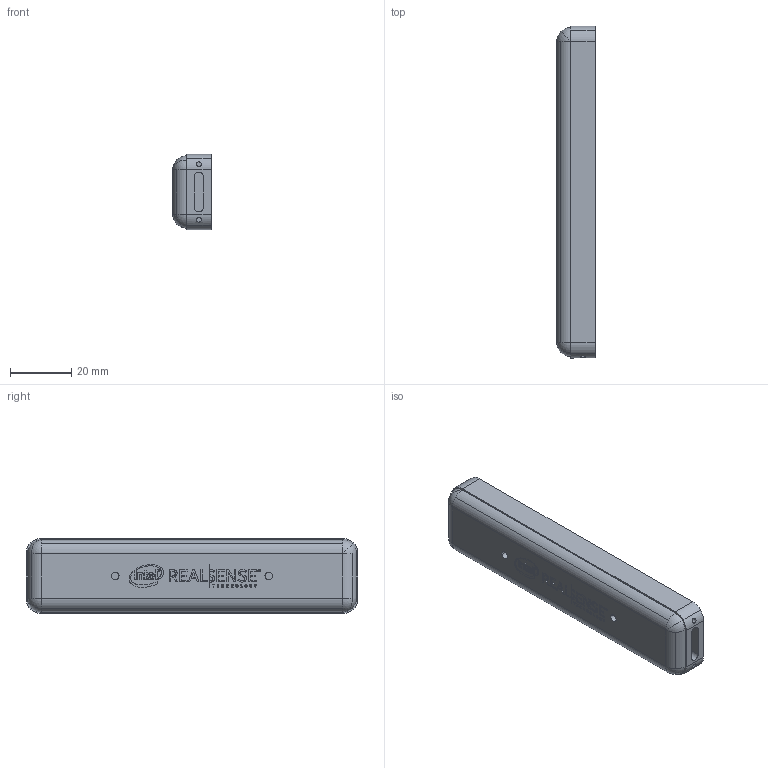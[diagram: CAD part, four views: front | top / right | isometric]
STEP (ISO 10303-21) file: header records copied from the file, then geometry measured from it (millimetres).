
FILE_DESCRIPTION (( 'STEP AP203' ), '1' );
FILE_NAME ('body.step_Default_sldprt.STEP', '2020-11-13T20:13:34', ( '' ), ( '' ), 'SwSTEP 2.0', 'SolidWorks 2019', '' );
FILE_SCHEMA (( 'CONFIG_CONTROL_DESIGN' ));
Length unit declared in the file: inch
Products named in the file (1): body.step_Default_sldprt
Bounding box: 12.5 x 108 x 24.5 mm (x, y, z)
Volume: 26975.8 mm3; surface area: 9114.3 mm2
Topology: 1 solids, 1 shells, 585 faces, 1572 edges, 1042 vertices
Faces by surface type: plane 292, bspline 215, cylinder 66, sphere 8, cone 4
Entity records: 19535 total; most frequent: CARTESIAN_POINT 6151, ORIENTED_EDGE 3144, DIRECTION 2018, EDGE_CURVE 1572, VERTEX_POINT 1042, VECTOR 996, LINE 996, EDGE_LOOP 638
